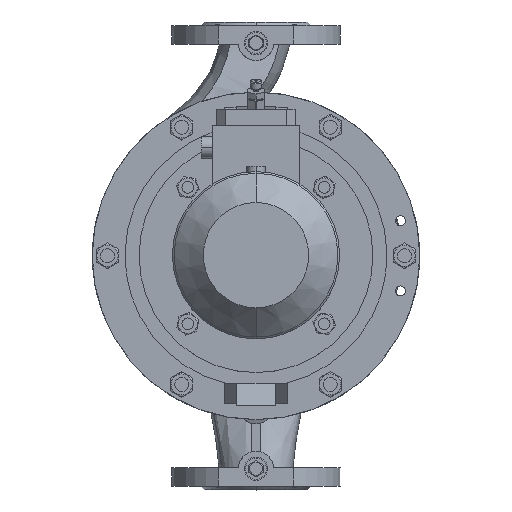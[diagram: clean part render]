
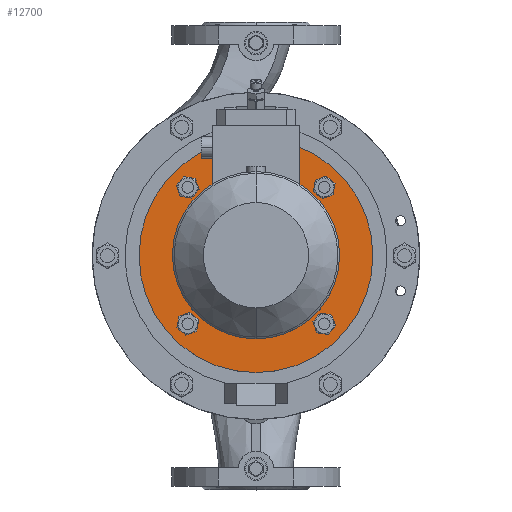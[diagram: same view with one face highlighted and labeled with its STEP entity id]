
A CAD part, top view. The second image highlights one B-rep face of the part: STEP entity #12700.
In plain terms, the highlighted planar face has unit normal (0, 0, 1).
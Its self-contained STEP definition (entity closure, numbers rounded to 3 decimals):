
#899 = CARTESIAN_POINT ( 'NONE',  ( 56.934, 50.384, 168. ) ) ;
#952 = ORIENTED_EDGE ( 'NONE', *, *, #19853, .T. ) ;
#1282 = DIRECTION ( 'NONE',  ( 0., 0., -1. ) ) ;
#1947 = CARTESIAN_POINT ( 'NONE',  ( 0., 100., 168. ) ) ;
#2008 = DIRECTION ( 'NONE',  ( 0., 0., -1. ) ) ;
#2657 = VERTEX_POINT ( 'NONE', #33497 ) ;
#3069 = CIRCLE ( 'NONE', #20481, 100. ) ;
#3107 = VERTEX_POINT ( 'NONE', #11389 ) ;
#3170 = VERTEX_POINT ( 'NONE', #25002 ) ;
#3635 = FACE_BOUND ( 'NONE', #32121, .T. ) ;
#4276 = DIRECTION ( 'NONE',  ( 0., 0., 1. ) ) ;
#4565 = DIRECTION ( 'NONE',  ( 0., -1., 0. ) ) ;
#5336 = DIRECTION ( 'NONE',  ( 0., -1., 0. ) ) ;
#5442 = CARTESIAN_POINT ( 'NONE',  ( -58.336, 58.336, 168. ) ) ;
#5557 = ORIENTED_EDGE ( 'NONE', *, *, #10878, .T. ) ;
#5868 = ORIENTED_EDGE ( 'NONE', *, *, #30144, .T. ) ;
#5910 = CARTESIAN_POINT ( 'NONE',  ( 0., 100., 168. ) ) ;
#6140 = FACE_OUTER_BOUND ( 'NONE', #21124, .T. ) ;
#6426 = CARTESIAN_POINT ( 'NONE',  ( 0., 0., 168. ) ) ;
#6630 = AXIS2_PLACEMENT_3D ( 'NONE', #14726, #33551, #12964 ) ;
#6834 = AXIS2_PLACEMENT_3D ( 'NONE', #34181, #2008, #4565 ) ;
#7404 = EDGE_CURVE ( 'NONE', #20784, #21273, #13422, .T. ) ;
#7636 = ORIENTED_EDGE ( 'NONE', *, *, #22088, .T. ) ;
#9146 = DIRECTION ( 'NONE',  ( 0., -1., 0. ) ) ;
#9383 = AXIS2_PLACEMENT_3D ( 'NONE', #26532, #23971, #18754 ) ;
#9779 = DIRECTION ( 'NONE',  ( 0., -1., 0. ) ) ;
#9822 = VERTEX_POINT ( 'NONE', #34727 ) ;
#9921 = AXIS2_PLACEMENT_3D ( 'NONE', #17870, #31398, #9779 ) ;
#9982 = CARTESIAN_POINT ( 'NONE',  ( -58.336, -58.336, 168. ) ) ;
#10230 = CARTESIAN_POINT ( 'NONE',  ( 0., 0., 168. ) ) ;
#10878 = EDGE_CURVE ( 'NONE', #3107, #28773, #23451, .T. ) ;
#10930 = CARTESIAN_POINT ( 'NONE',  ( 0., 70., 168. ) ) ;
#11389 = CARTESIAN_POINT ( 'NONE',  ( 59.739, 66.289, 168. ) ) ;
#11519 = EDGE_LOOP ( 'NONE', ( #952, #5868 ) ) ;
#11628 = CARTESIAN_POINT ( 'NONE',  ( 58.336, 58.336, 168. ) ) ;
#11644 = ORIENTED_EDGE ( 'NONE', *, *, #23048, .T. ) ;
#11674 = AXIS2_PLACEMENT_3D ( 'NONE', #11628, #27940, #9146 ) ;
#11742 = VERTEX_POINT ( 'NONE', #16303 ) ;
#11882 = EDGE_CURVE ( 'NONE', #34295, #33004, #22970, .T. ) ;
#12623 = CARTESIAN_POINT ( 'NONE',  ( 0., 0., 168. ) ) ;
#12700 = ADVANCED_FACE ( 'NONE', ( #25044, #3635, #20386, #13284, #23810, #6140 ), #20317, .T. ) ;
#12964 = DIRECTION ( 'NONE',  ( 0., -1., 0. ) ) ;
#13284 = FACE_BOUND ( 'NONE', #11519, .T. ) ;
#13422 = CIRCLE ( 'NONE', #30453, 100. ) ;
#13856 = VERTEX_POINT ( 'NONE', #25218 ) ;
#14111 = CARTESIAN_POINT ( 'NONE',  ( 58.336, -58.336, 168. ) ) ;
#14336 = AXIS2_PLACEMENT_3D ( 'NONE', #14111, #16685, #21725 ) ;
#14344 = ORIENTED_EDGE ( 'NONE', *, *, #11882, .T. ) ;
#14452 = CIRCLE ( 'NONE', #9921, 8.075 ) ;
#14726 = CARTESIAN_POINT ( 'NONE',  ( -58.336, 58.336, 168. ) ) ;
#15407 = DIRECTION ( 'NONE',  ( 0., -1., 0. ) ) ;
#16303 = CARTESIAN_POINT ( 'NONE',  ( -56.934, -50.384, 168. ) ) ;
#16685 = DIRECTION ( 'NONE',  ( 0., 0., -1. ) ) ;
#17721 = DIRECTION ( 'NONE',  ( 0., 1., 0. ) ) ;
#17870 = CARTESIAN_POINT ( 'NONE',  ( -58.336, -58.336, 168. ) ) ;
#18016 = DIRECTION ( 'NONE',  ( 0., 0., -1. ) ) ;
#18373 = EDGE_LOOP ( 'NONE', ( #7636, #14344 ) ) ;
#18693 = DIRECTION ( 'NONE',  ( 0., 0., -1. ) ) ;
#18754 = DIRECTION ( 'NONE',  ( 0., 1., 0. ) ) ;
#19853 = EDGE_CURVE ( 'NONE', #11742, #9822, #28399, .T. ) ;
#20317 = PLANE ( 'NONE',  #23591 ) ;
#20386 = FACE_BOUND ( 'NONE', #23263, .T. ) ;
#20481 = AXIS2_PLACEMENT_3D ( 'NONE', #12623, #18016, #26128 ) ;
#20784 = VERTEX_POINT ( 'NONE', #5910 ) ;
#21124 = EDGE_LOOP ( 'NONE', ( #31769, #24218 ) ) ;
#21273 = VERTEX_POINT ( 'NONE', #21839 ) ;
#21312 = EDGE_CURVE ( 'NONE', #2657, #3170, #24609, .T. ) ;
#21671 = DIRECTION ( 'NONE',  ( 0., 0., -1. ) ) ;
#21725 = DIRECTION ( 'NONE',  ( 0., -1., 0. ) ) ;
#21839 = CARTESIAN_POINT ( 'NONE',  ( 0., -100., 168. ) ) ;
#21917 = ORIENTED_EDGE ( 'NONE', *, *, #21312, .T. ) ;
#22088 = EDGE_CURVE ( 'NONE', #33004, #34295, #22422, .T. ) ;
#22422 = CIRCLE ( 'NONE', #24273, 70. ) ;
#22449 = EDGE_LOOP ( 'NONE', ( #24638, #32733 ) ) ;
#22716 = DIRECTION ( 'NONE',  ( 0., 1., 0. ) ) ;
#22970 = CIRCLE ( 'NONE', #9383, 70. ) ;
#23048 = EDGE_CURVE ( 'NONE', #3170, #2657, #27024, .T. ) ;
#23070 = AXIS2_PLACEMENT_3D ( 'NONE', #9982, #26066, #28779 ) ;
#23263 = EDGE_LOOP ( 'NONE', ( #21917, #11644 ) ) ;
#23451 = CIRCLE ( 'NONE', #32574, 8.075 ) ;
#23591 = AXIS2_PLACEMENT_3D ( 'NONE', #1947, #4276, #15407 ) ;
#23810 = FACE_BOUND ( 'NONE', #18373, .T. ) ;
#23971 = DIRECTION ( 'NONE',  ( 0., 0., -1. ) ) ;
#24218 = ORIENTED_EDGE ( 'NONE', *, *, #31349, .F. ) ;
#24273 = AXIS2_PLACEMENT_3D ( 'NONE', #6426, #1282, #22716 ) ;
#24471 = CIRCLE ( 'NONE', #34067, 8.075 ) ;
#24609 = CIRCLE ( 'NONE', #14336, 8.075 ) ;
#24638 = ORIENTED_EDGE ( 'NONE', *, *, #32247, .T. ) ;
#24799 = CIRCLE ( 'NONE', #6630, 8.075 ) ;
#25002 = CARTESIAN_POINT ( 'NONE',  ( 66.289, -59.739, 168. ) ) ;
#25044 = FACE_BOUND ( 'NONE', #22449, .T. ) ;
#25218 = CARTESIAN_POINT ( 'NONE',  ( -50.384, 56.934, 168. ) ) ;
#26066 = DIRECTION ( 'NONE',  ( 0., 0., -1. ) ) ;
#26128 = DIRECTION ( 'NONE',  ( 0., 1., 0. ) ) ;
#26532 = CARTESIAN_POINT ( 'NONE',  ( 0., 0., 168. ) ) ;
#27024 = CIRCLE ( 'NONE', #6834, 8.075 ) ;
#27714 = EDGE_CURVE ( 'NONE', #28773, #3107, #34373, .T. ) ;
#27940 = DIRECTION ( 'NONE',  ( 0., 0., -1. ) ) ;
#28244 = ORIENTED_EDGE ( 'NONE', *, *, #27714, .T. ) ;
#28399 = CIRCLE ( 'NONE', #23070, 8.075 ) ;
#28773 = VERTEX_POINT ( 'NONE', #899 ) ;
#28779 = DIRECTION ( 'NONE',  ( 0., -1., 0. ) ) ;
#29039 = DIRECTION ( 'NONE',  ( 0., 0., -1. ) ) ;
#29113 = VERTEX_POINT ( 'NONE', #29396 ) ;
#29396 = CARTESIAN_POINT ( 'NONE',  ( -66.289, 59.739, 168. ) ) ;
#30144 = EDGE_CURVE ( 'NONE', #9822, #11742, #14452, .T. ) ;
#30453 = AXIS2_PLACEMENT_3D ( 'NONE', #10230, #29039, #17721 ) ;
#31349 = EDGE_CURVE ( 'NONE', #21273, #20784, #3069, .T. ) ;
#31398 = DIRECTION ( 'NONE',  ( 0., 0., -1. ) ) ;
#31769 = ORIENTED_EDGE ( 'NONE', *, *, #7404, .F. ) ;
#32037 = DIRECTION ( 'NONE',  ( 0., -1., 0. ) ) ;
#32121 = EDGE_LOOP ( 'NONE', ( #28244, #5557 ) ) ;
#32247 = EDGE_CURVE ( 'NONE', #13856, #29113, #24471, .T. ) ;
#32574 = AXIS2_PLACEMENT_3D ( 'NONE', #34778, #21671, #32037 ) ;
#32733 = ORIENTED_EDGE ( 'NONE', *, *, #33739, .T. ) ;
#33004 = VERTEX_POINT ( 'NONE', #10930 ) ;
#33497 = CARTESIAN_POINT ( 'NONE',  ( 50.384, -56.934, 168. ) ) ;
#33551 = DIRECTION ( 'NONE',  ( 0., 0., -1. ) ) ;
#33739 = EDGE_CURVE ( 'NONE', #29113, #13856, #24799, .T. ) ;
#33857 = CARTESIAN_POINT ( 'NONE',  ( 0., -70., 168. ) ) ;
#34067 = AXIS2_PLACEMENT_3D ( 'NONE', #5442, #18693, #5336 ) ;
#34181 = CARTESIAN_POINT ( 'NONE',  ( 58.336, -58.336, 168. ) ) ;
#34295 = VERTEX_POINT ( 'NONE', #33857 ) ;
#34373 = CIRCLE ( 'NONE', #11674, 8.075 ) ;
#34727 = CARTESIAN_POINT ( 'NONE',  ( -59.739, -66.289, 168. ) ) ;
#34778 = CARTESIAN_POINT ( 'NONE',  ( 58.336, 58.336, 168. ) ) ;
